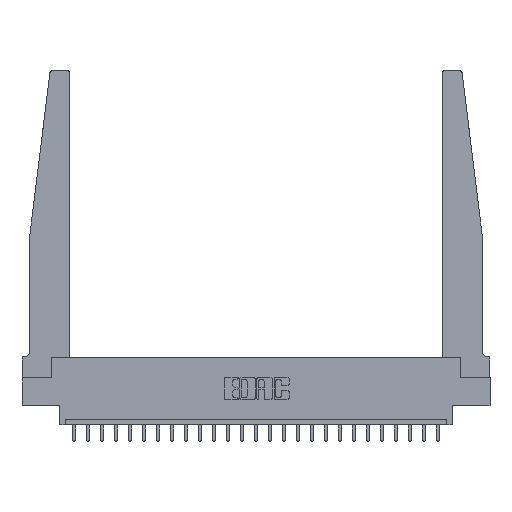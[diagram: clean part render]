
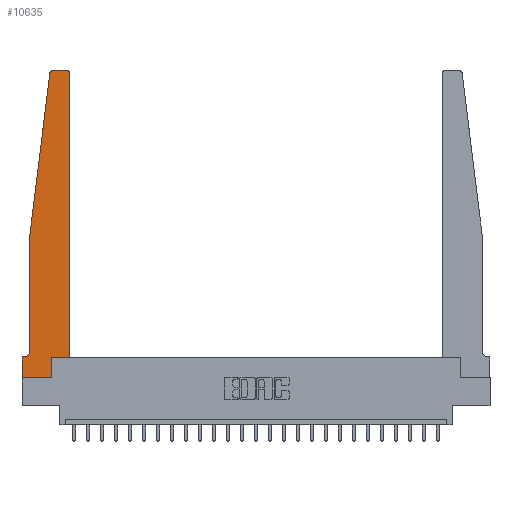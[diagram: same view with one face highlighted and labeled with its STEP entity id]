
A CAD part, top view. The second image highlights one B-rep face of the part: STEP entity #10635.
In plain terms, the highlighted planar face has unit normal (0, 0, 1).
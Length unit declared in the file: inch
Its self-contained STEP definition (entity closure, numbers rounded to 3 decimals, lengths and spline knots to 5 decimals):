
#4 = DIRECTION ( 'NONE',  ( -0.122, -0.992, 0. ) ) ;
#1084 = VECTOR ( 'NONE', #12345, 39.37008 ) ;
#1763 = EDGE_CURVE ( 'NONE', #21264, #2860, #2266, .T. ) ;
#1873 = VECTOR ( 'NONE', #21532, 39.37008 ) ;
#2266 = LINE ( 'NONE', #8629, #12499 ) ;
#2321 = AXIS2_PLACEMENT_3D ( 'NONE', #18678, #9497, #17001 ) ;
#2567 = CARTESIAN_POINT ( 'NONE',  ( 0.425, 0.18, 0.37 ) ) ;
#2860 = VERTEX_POINT ( 'NONE', #8530 ) ;
#3305 = EDGE_CURVE ( 'NONE', #11216, #18875, #20476, .T. ) ;
#3658 = CARTESIAN_POINT ( 'NONE',  ( 0., 0., 0.37 ) ) ;
#4205 = CARTESIAN_POINT ( 'NONE',  ( 0.24675, 2.72367, 0.37 ) ) ;
#4502 = ORIENTED_EDGE ( 'NONE', *, *, #20500, .T. ) ;
#4578 = DIRECTION ( 'NONE',  ( 1., 0., 0. ) ) ;
#4606 = CARTESIAN_POINT ( 'NONE',  ( 0.015, 0.2375, 0.37 ) ) ;
#4714 = CARTESIAN_POINT ( 'NONE',  ( 0.27653, 2.75, 0.37 ) ) ;
#5048 = ORIENTED_EDGE ( 'NONE', *, *, #20786, .T. ) ;
#5080 = ORIENTED_EDGE ( 'NONE', *, *, #13804, .T. ) ;
#5178 = DIRECTION ( 'NONE',  ( 0., 1., 0. ) ) ;
#5500 = CIRCLE ( 'NONE', #2321, 0.03 ) ;
#5643 = AXIS2_PLACEMENT_3D ( 'NONE', #22906, #19047, #15382 ) ;
#5767 = PLANE ( 'NONE',  #6123 ) ;
#6123 = AXIS2_PLACEMENT_3D ( 'NONE', #10674, #14308, #7494 ) ;
#6292 = EDGE_CURVE ( 'NONE', #8447, #21264, #13779, .T. ) ;
#7494 = DIRECTION ( 'NONE',  ( 1., 0., 0. ) ) ;
#7770 = CARTESIAN_POINT ( 'NONE',  ( 0.425, 2.72, 0.37 ) ) ;
#8226 = ORIENTED_EDGE ( 'NONE', *, *, #22696, .T. ) ;
#8235 = DIRECTION ( 'NONE',  ( 0., 1., 0. ) ) ;
#8447 = VERTEX_POINT ( 'NONE', #4205 ) ;
#8530 = CARTESIAN_POINT ( 'NONE',  ( 0.065, 0.2375, 0.37 ) ) ;
#8629 = CARTESIAN_POINT ( 'NONE',  ( 0.065, 1.25, 0.37 ) ) ;
#8744 = EDGE_CURVE ( 'NONE', #12646, #14629, #16168, .T. ) ;
#8874 = CARTESIAN_POINT ( 'NONE',  ( 0., 0.1875, 0.37 ) ) ;
#9018 = CARTESIAN_POINT ( 'NONE',  ( 0.015, 0.1875, 0.37 ) ) ;
#9497 = DIRECTION ( 'NONE',  ( 0., 0., 1. ) ) ;
#9836 = VERTEX_POINT ( 'NONE', #3658 ) ;
#10118 = VECTOR ( 'NONE', #18119, 39.37008 ) ;
#10152 = DIRECTION ( 'NONE',  ( -1., 0., 0. ) ) ;
#10398 = CARTESIAN_POINT ( 'NONE',  ( 0.065, 0.1875, 0.37 ) ) ;
#10635 = ADVANCED_FACE ( 'NONE', ( #15950 ), #5767, .T. ) ;
#10674 = CARTESIAN_POINT ( 'NONE',  ( 0., 0.1875, 0.37 ) ) ;
#11013 = ORIENTED_EDGE ( 'NONE', *, *, #6292, .T. ) ;
#11102 = ORIENTED_EDGE ( 'NONE', *, *, #13704, .T. ) ;
#11216 = VERTEX_POINT ( 'NONE', #22910 ) ;
#11823 = CIRCLE ( 'NONE', #5643, 0.03 ) ;
#12021 = CARTESIAN_POINT ( 'NONE',  ( 0.065, 1.25, 0.37 ) ) ;
#12345 = DIRECTION ( 'NONE',  ( 1., 0., 0. ) ) ;
#12394 = CARTESIAN_POINT ( 'NONE',  ( 0., 0., 0.37 ) ) ;
#12499 = VECTOR ( 'NONE', #15992, 39.37008 ) ;
#12540 = LINE ( 'NONE', #2567, #20568 ) ;
#12618 = CARTESIAN_POINT ( 'NONE',  ( 0.2605, 0.18, 0.37 ) ) ;
#12646 = VERTEX_POINT ( 'NONE', #21754 ) ;
#12754 = ORIENTED_EDGE ( 'NONE', *, *, #23570, .T. ) ;
#13519 = EDGE_CURVE ( 'NONE', #13780, #14016, #16407, .T. ) ;
#13681 = CARTESIAN_POINT ( 'NONE',  ( 0., 0., 0.37 ) ) ;
#13704 = EDGE_CURVE ( 'NONE', #2860, #13780, #15027, .T. ) ;
#13779 = LINE ( 'NONE', #12021, #20358 ) ;
#13780 = VERTEX_POINT ( 'NONE', #9018 ) ;
#13804 = EDGE_CURVE ( 'NONE', #14016, #9836, #21032, .T. ) ;
#14016 = VERTEX_POINT ( 'NONE', #8874 ) ;
#14308 = DIRECTION ( 'NONE',  ( 0., 0., 1. ) ) ;
#14629 = VERTEX_POINT ( 'NONE', #21205 ) ;
#15027 = CIRCLE ( 'NONE', #23313, 0.05 ) ;
#15382 = DIRECTION ( 'NONE',  ( 1., 0., 0. ) ) ;
#15584 = VECTOR ( 'NONE', #23247, 39.37008 ) ;
#15950 = FACE_OUTER_BOUND ( 'NONE', #20526, .T. ) ;
#15992 = DIRECTION ( 'NONE',  ( 0., -1., 0. ) ) ;
#16168 = LINE ( 'NONE', #17751, #1084 ) ;
#16407 = LINE ( 'NONE', #10398, #1873 ) ;
#16632 = CARTESIAN_POINT ( 'NONE',  ( 0.25, 2.75, 0.37 ) ) ;
#16740 = ORIENTED_EDGE ( 'NONE', *, *, #3305, .T. ) ;
#17001 = DIRECTION ( 'NONE',  ( 1., 0., 0. ) ) ;
#17425 = EDGE_CURVE ( 'NONE', #14629, #23437, #12540, .T. ) ;
#17751 = CARTESIAN_POINT ( 'NONE',  ( 0.425, 0.18, 0.37 ) ) ;
#17840 = CARTESIAN_POINT ( 'NONE',  ( 0.065, 1.25, 0.37 ) ) ;
#18119 = DIRECTION ( 'NONE',  ( 0., -1., 0. ) ) ;
#18678 = CARTESIAN_POINT ( 'NONE',  ( 0.27653, 2.72, 0.37 ) ) ;
#18875 = VERTEX_POINT ( 'NONE', #4714 ) ;
#19047 = DIRECTION ( 'NONE',  ( 0., 0., 1. ) ) ;
#19331 = ORIENTED_EDGE ( 'NONE', *, *, #8744, .T. ) ;
#19646 = ORIENTED_EDGE ( 'NONE', *, *, #17425, .T. ) ;
#19826 = ORIENTED_EDGE ( 'NONE', *, *, #13519, .T. ) ;
#20310 = LINE ( 'NONE', #12618, #22315 ) ;
#20358 = VECTOR ( 'NONE', #4, 39.37008 ) ;
#20476 = LINE ( 'NONE', #16632, #15584 ) ;
#20500 = EDGE_CURVE ( 'NONE', #23437, #11216, #11823, .T. ) ;
#20526 = EDGE_LOOP ( 'NONE', ( #16740, #5048, #11013, #22071, #11102, #19826, #5080, #12754, #8226, #19331, #19646, #4502 ) ) ;
#20554 = CARTESIAN_POINT ( 'NONE',  ( 0.2605, 0., 0.37 ) ) ;
#20568 = VECTOR ( 'NONE', #8235, 39.37008 ) ;
#20786 = EDGE_CURVE ( 'NONE', #18875, #8447, #5500, .T. ) ;
#20835 = LINE ( 'NONE', #13681, #23112 ) ;
#20851 = VERTEX_POINT ( 'NONE', #20554 ) ;
#21032 = LINE ( 'NONE', #12394, #10118 ) ;
#21205 = CARTESIAN_POINT ( 'NONE',  ( 0.425, 0.18, 0.37 ) ) ;
#21264 = VERTEX_POINT ( 'NONE', #17840 ) ;
#21532 = DIRECTION ( 'NONE',  ( -1., 0., 0. ) ) ;
#21754 = CARTESIAN_POINT ( 'NONE',  ( 0.2605, 0.18, 0.37 ) ) ;
#22071 = ORIENTED_EDGE ( 'NONE', *, *, #1763, .T. ) ;
#22315 = VECTOR ( 'NONE', #5178, 39.37008 ) ;
#22696 = EDGE_CURVE ( 'NONE', #20851, #12646, #20310, .T. ) ;
#22906 = CARTESIAN_POINT ( 'NONE',  ( 0.395, 2.72, 0.37 ) ) ;
#22910 = CARTESIAN_POINT ( 'NONE',  ( 0.395, 2.75, 0.37 ) ) ;
#23112 = VECTOR ( 'NONE', #4578, 39.37008 ) ;
#23198 = DIRECTION ( 'NONE',  ( 0., 0., -1. ) ) ;
#23247 = DIRECTION ( 'NONE',  ( -1., 0., 0. ) ) ;
#23313 = AXIS2_PLACEMENT_3D ( 'NONE', #4606, #23198, #10152 ) ;
#23437 = VERTEX_POINT ( 'NONE', #7770 ) ;
#23570 = EDGE_CURVE ( 'NONE', #9836, #20851, #20835, .T. ) ;
